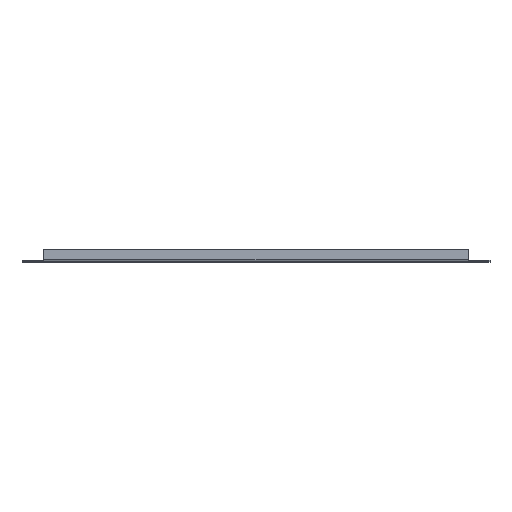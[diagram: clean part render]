
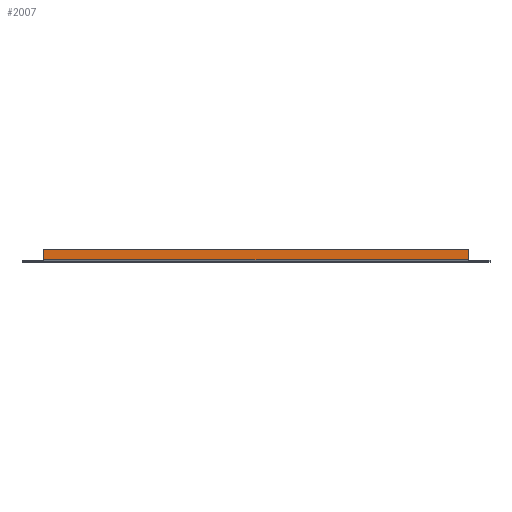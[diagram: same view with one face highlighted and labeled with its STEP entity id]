
A CAD part, top view. The second image highlights one B-rep face of the part: STEP entity #2007.
In plain terms, the highlighted planar face has unit normal (0, 0, 1).
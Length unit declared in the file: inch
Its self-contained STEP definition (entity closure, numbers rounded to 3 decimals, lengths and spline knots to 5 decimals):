
#83 = FACE_OUTER_BOUND ( 'NONE', #1059, .T. ) ;
#340 = EDGE_CURVE ( 'NONE', #1016, #1866, #1498, .T. ) ;
#345 = CARTESIAN_POINT ( 'NONE',  ( 8.625, 0.086, 7.859 ) ) ;
#367 = DIRECTION ( 'NONE',  ( 0., 0., -1. ) ) ;
#438 = AXIS2_PLACEMENT_3D ( 'NONE', #1183, #367, #1351 ) ;
#664 = CARTESIAN_POINT ( 'NONE',  ( 8.625, 0.5, 7.859 ) ) ;
#728 = VECTOR ( 'NONE', #792, 39.37008 ) ;
#792 = DIRECTION ( 'NONE',  ( 1., 0., 0. ) ) ;
#824 = CARTESIAN_POINT ( 'NONE',  ( -8.625, 0.086, 7.859 ) ) ;
#869 = PLANE ( 'NONE',  #438 ) ;
#870 = EDGE_CURVE ( 'NONE', #1866, #942, #1408, .T. ) ;
#942 = VERTEX_POINT ( 'NONE', #824 ) ;
#1016 = VERTEX_POINT ( 'NONE', #1329 ) ;
#1025 = DIRECTION ( 'NONE',  ( 0., -1., 0. ) ) ;
#1059 = EDGE_LOOP ( 'NONE', ( #1819, #1162, #1381, #1963 ) ) ;
#1091 = DIRECTION ( 'NONE',  ( 0., -1., 0. ) ) ;
#1096 = DIRECTION ( 'NONE',  ( -1., 0., 0. ) ) ;
#1162 = ORIENTED_EDGE ( 'NONE', *, *, #1279, .F. ) ;
#1167 = VECTOR ( 'NONE', #1091, 39.37008 ) ;
#1168 = CARTESIAN_POINT ( 'NONE',  ( 8.625, 0.04648, 7.859 ) ) ;
#1183 = CARTESIAN_POINT ( 'NONE',  ( 8.625, 0.04648, 7.859 ) ) ;
#1237 = CARTESIAN_POINT ( 'NONE',  ( 8.625, 0.086, 7.859 ) ) ;
#1279 = EDGE_CURVE ( 'NONE', #1636, #1016, #1757, .T. ) ;
#1329 = CARTESIAN_POINT ( 'NONE',  ( 8.625, 0.5, 7.859 ) ) ;
#1351 = DIRECTION ( 'NONE',  ( 0., 1., 0. ) ) ;
#1381 = ORIENTED_EDGE ( 'NONE', *, *, #1523, .T. ) ;
#1385 = VECTOR ( 'NONE', #1096, 39.37008 ) ;
#1408 = LINE ( 'NONE', #1237, #1385 ) ;
#1498 = LINE ( 'NONE', #1168, #2034 ) ;
#1523 = EDGE_CURVE ( 'NONE', #1636, #942, #1726, .T. ) ;
#1636 = VERTEX_POINT ( 'NONE', #1944 ) ;
#1726 = LINE ( 'NONE', #1873, #1167 ) ;
#1757 = LINE ( 'NONE', #664, #728 ) ;
#1819 = ORIENTED_EDGE ( 'NONE', *, *, #340, .F. ) ;
#1866 = VERTEX_POINT ( 'NONE', #345 ) ;
#1873 = CARTESIAN_POINT ( 'NONE',  ( -8.625, 0.04648, 7.859 ) ) ;
#1944 = CARTESIAN_POINT ( 'NONE',  ( -8.625, 0.5, 7.859 ) ) ;
#1963 = ORIENTED_EDGE ( 'NONE', *, *, #870, .F. ) ;
#2007 = ADVANCED_FACE ( 'NONE', ( #83 ), #869, .F. ) ;
#2034 = VECTOR ( 'NONE', #1025, 39.37008 ) ;
